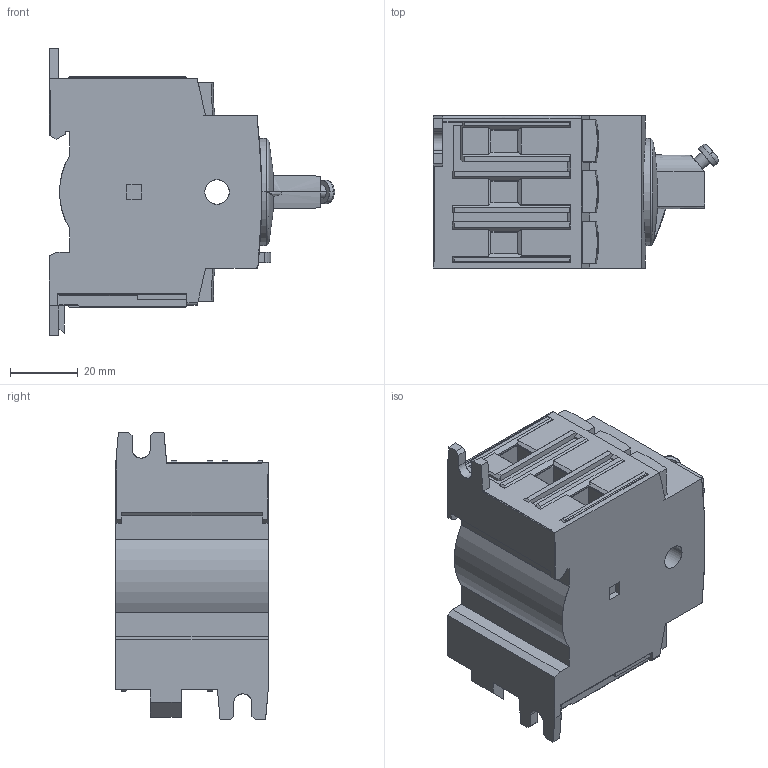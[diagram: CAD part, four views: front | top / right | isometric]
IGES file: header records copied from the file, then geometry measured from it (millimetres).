
Start section: SolidWorks IGES file using analytic representation for surfaces
Global section: file name: RD25-3-508.IGS; native system: SolidWorks 2011; preprocessor: SolidWorks 2011; author: MA9428; date: 130125.114442; units: inch
Bounding box: 84.22 x 45 x 85 mm (x, y, z)
Surface area: 29374.1 mm2 (no closed solid volume)
Topology: 0 solids, 0 shells, 513 faces, 4441 edges, 4441 vertices
Faces by surface type: bspline 440, revolution 73
